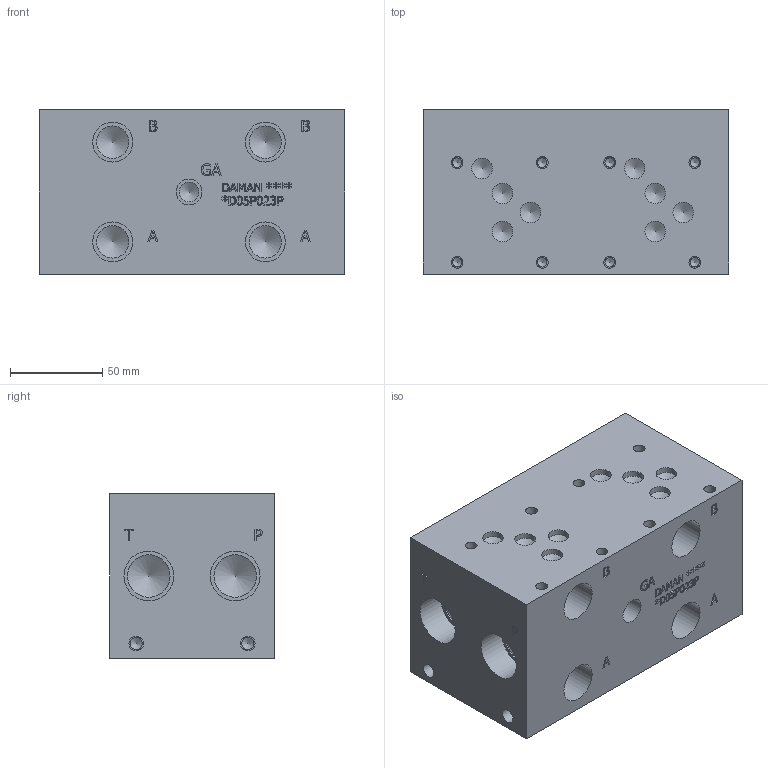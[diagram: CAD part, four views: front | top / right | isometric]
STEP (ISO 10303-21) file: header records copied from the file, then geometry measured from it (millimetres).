
FILE_DESCRIPTION(/* description */ (''),/* implementation_level */ '2;1');
FILE_NAME(/* name */ '_D05P023P.stp',/* time_stamp */ '2020-03-09T13:29:13-04:00',/* author */ ('devonn'),/* organization */ (''),/* preprocessor_version */ 'ST-DEVELOPER v17',/* originating_system */ 'Autodesk Inventor 2019',/* authorisation */ '');
FILE_SCHEMA (('AUTOMOTIVE_DESIGN { 1 0 10303 214 3 1 1 }'));
Length unit declared in the file: millimetre
Products named in the file (1): Part_AD05P023P_3D
Bounding box: 165.1 x 88.9 x 88.9 mm (x, y, z)
Volume: 1225567.8 mm3; surface area: 92057.2 mm2
Topology: 1 solids, 1 shells, 584 faces, 1598 edges, 1082 vertices
Faces by surface type: plane 348, bspline 157, cylinder 50, cone 29
Full cylindrical faces by diameter (mm): 5.105 x8, 6.35 x8, 6.528 x4, 7.925 x4, 10.719 x1, 11.113 x1, 11.125 x7, 13.868 x1, 17.475 x4, 21.59 x4, 23.012 x4, 26.924 x4
Entity records: 19639 total; most frequent: CARTESIAN_POINT 5277, ORIENTED_EDGE 3138, DIRECTION 2290, EDGE_CURVE 1569, VERTEX_POINT 1082, LINE 1076, VECTOR 1076, EDGE_LOOP 679
